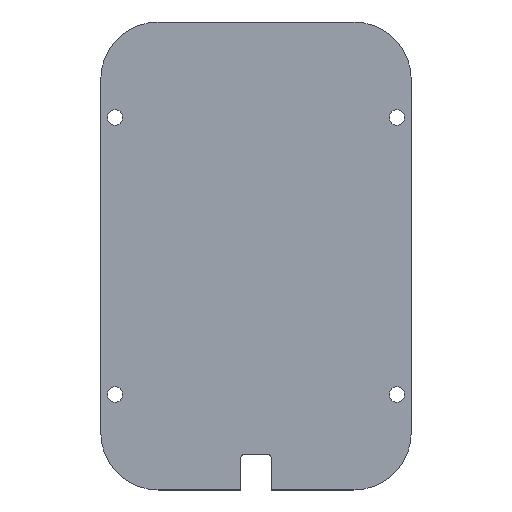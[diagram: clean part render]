
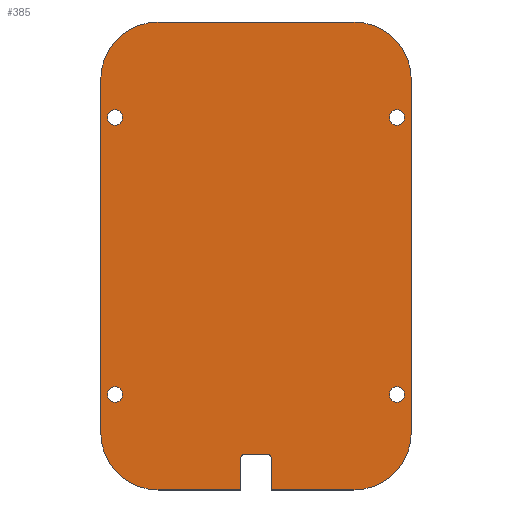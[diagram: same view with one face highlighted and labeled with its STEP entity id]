
A CAD part, top view. The second image highlights one B-rep face of the part: STEP entity #385.
In plain terms, the highlighted planar face has unit normal (0, 0, 1).
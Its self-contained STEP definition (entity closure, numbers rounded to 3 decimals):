
#19=FACE_BOUND('',#66,.T.);
#20=FACE_BOUND('',#67,.T.);
#21=FACE_BOUND('',#68,.T.);
#22=FACE_BOUND('',#69,.T.);
#29=PLANE('',#431);
#41=FACE_OUTER_BOUND('',#65,.T.);
#65=EDGE_LOOP('',(#305,#306,#307,#308,#309,#310,#311,#312,#313,#314,#315,
#316,#317,#318));
#66=EDGE_LOOP('',(#319));
#67=EDGE_LOOP('',(#320));
#68=EDGE_LOOP('',(#321));
#69=EDGE_LOOP('',(#322));
#85=LINE('',#582,#119);
#88=LINE('',#593,#122);
#90=LINE('',#597,#124);
#98=LINE('',#629,#132);
#101=LINE('',#634,#135);
#102=LINE('',#639,#136);
#103=LINE('',#643,#137);
#104=LINE('',#647,#138);
#119=VECTOR('',#465,10.);
#122=VECTOR('',#476,10.);
#124=VECTOR('',#480,10.);
#132=VECTOR('',#508,10.);
#135=VECTOR('',#513,10.);
#136=VECTOR('',#518,10.);
#137=VECTOR('',#521,10.);
#138=VECTOR('',#524,10.);
#150=CIRCLE('',#413,1.);
#152=CIRCLE('',#417,1.);
#161=CIRCLE('',#432,12.);
#162=CIRCLE('',#433,12.);
#163=CIRCLE('',#434,12.);
#164=CIRCLE('',#435,12.);
#165=CIRCLE('',#436,1.6);
#166=CIRCLE('',#437,1.6);
#167=CIRCLE('',#438,1.6);
#168=CIRCLE('',#439,1.6);
#171=VERTEX_POINT('',#572);
#172=VERTEX_POINT('',#574);
#174=VERTEX_POINT('',#580);
#177=VERTEX_POINT('',#587);
#178=VERTEX_POINT('',#589);
#179=VERTEX_POINT('',#596);
#193=VERTEX_POINT('',#628);
#194=VERTEX_POINT('',#632);
#195=VERTEX_POINT('',#636);
#196=VERTEX_POINT('',#638);
#197=VERTEX_POINT('',#640);
#198=VERTEX_POINT('',#642);
#199=VERTEX_POINT('',#644);
#200=VERTEX_POINT('',#646);
#201=VERTEX_POINT('',#649);
#202=VERTEX_POINT('',#651);
#203=VERTEX_POINT('',#653);
#204=VERTEX_POINT('',#655);
#207=EDGE_CURVE('',#171,#172,#150,.T.);
#211=EDGE_CURVE('',#171,#174,#85,.T.);
#214=EDGE_CURVE('',#177,#178,#152,.T.);
#216=EDGE_CURVE('',#177,#172,#88,.T.);
#218=EDGE_CURVE('',#179,#178,#90,.T.);
#234=EDGE_CURVE('',#193,#179,#98,.T.);
#237=EDGE_CURVE('',#174,#194,#101,.T.);
#238=EDGE_CURVE('',#194,#195,#161,.T.);
#239=EDGE_CURVE('',#195,#196,#102,.T.);
#240=EDGE_CURVE('',#196,#197,#162,.T.);
#241=EDGE_CURVE('',#197,#198,#103,.T.);
#242=EDGE_CURVE('',#198,#199,#163,.T.);
#243=EDGE_CURVE('',#199,#200,#104,.T.);
#244=EDGE_CURVE('',#200,#193,#164,.T.);
#245=EDGE_CURVE('',#201,#201,#165,.T.);
#246=EDGE_CURVE('',#202,#202,#166,.T.);
#247=EDGE_CURVE('',#203,#203,#167,.T.);
#248=EDGE_CURVE('',#204,#204,#168,.T.);
#305=ORIENTED_EDGE('',*,*,#211,.T.);
#306=ORIENTED_EDGE('',*,*,#237,.T.);
#307=ORIENTED_EDGE('',*,*,#238,.T.);
#308=ORIENTED_EDGE('',*,*,#239,.T.);
#309=ORIENTED_EDGE('',*,*,#240,.T.);
#310=ORIENTED_EDGE('',*,*,#241,.T.);
#311=ORIENTED_EDGE('',*,*,#242,.T.);
#312=ORIENTED_EDGE('',*,*,#243,.T.);
#313=ORIENTED_EDGE('',*,*,#244,.T.);
#314=ORIENTED_EDGE('',*,*,#234,.T.);
#315=ORIENTED_EDGE('',*,*,#218,.T.);
#316=ORIENTED_EDGE('',*,*,#214,.F.);
#317=ORIENTED_EDGE('',*,*,#216,.T.);
#318=ORIENTED_EDGE('',*,*,#207,.F.);
#319=ORIENTED_EDGE('',*,*,#245,.T.);
#320=ORIENTED_EDGE('',*,*,#246,.T.);
#321=ORIENTED_EDGE('',*,*,#247,.T.);
#322=ORIENTED_EDGE('',*,*,#248,.T.);
#385=ADVANCED_FACE('',(#41,#19,#20,#21,#22),#29,.T.);
#413=AXIS2_PLACEMENT_3D('',#575,#458,#459);
#417=AXIS2_PLACEMENT_3D('',#590,#471,#472);
#431=AXIS2_PLACEMENT_3D('',#635,#514,#515);
#432=AXIS2_PLACEMENT_3D('',#637,#516,#517);
#433=AXIS2_PLACEMENT_3D('',#641,#519,#520);
#434=AXIS2_PLACEMENT_3D('',#645,#522,#523);
#435=AXIS2_PLACEMENT_3D('',#648,#525,#526);
#436=AXIS2_PLACEMENT_3D('',#650,#527,#528);
#437=AXIS2_PLACEMENT_3D('',#652,#529,#530);
#438=AXIS2_PLACEMENT_3D('',#654,#531,#532);
#439=AXIS2_PLACEMENT_3D('',#656,#533,#534);
#458=DIRECTION('center_axis',(0.,0.,1.));
#459=DIRECTION('ref_axis',(0.707,0.707,0.));
#465=DIRECTION('',(0.,-1.,0.));
#471=DIRECTION('center_axis',(0.,0.,1.));
#472=DIRECTION('ref_axis',(-0.707,0.707,0.));
#476=DIRECTION('',(1.,0.,0.));
#480=DIRECTION('',(0.,1.,0.));
#508=DIRECTION('',(1.,0.,0.));
#513=DIRECTION('',(1.,0.,0.));
#514=DIRECTION('center_axis',(0.,0.,1.));
#515=DIRECTION('ref_axis',(1.,0.,0.));
#516=DIRECTION('center_axis',(0.,0.,1.));
#517=DIRECTION('ref_axis',(1.,0.,0.));
#518=DIRECTION('',(0.,1.,0.));
#519=DIRECTION('center_axis',(0.,0.,1.));
#520=DIRECTION('ref_axis',(0.,1.,0.));
#521=DIRECTION('',(-1.,0.,0.));
#522=DIRECTION('center_axis',(0.,0.,1.));
#523=DIRECTION('ref_axis',(-1.,0.,0.));
#524=DIRECTION('',(0.,-1.,0.));
#525=DIRECTION('center_axis',(0.,0.,1.));
#526=DIRECTION('ref_axis',(0.,-1.,0.));
#527=DIRECTION('center_axis',(0.,0.,-1.));
#528=DIRECTION('ref_axis',(1.,0.,0.));
#529=DIRECTION('center_axis',(0.,0.,-1.));
#530=DIRECTION('ref_axis',(1.,0.,0.));
#531=DIRECTION('center_axis',(0.,0.,-1.));
#532=DIRECTION('ref_axis',(1.,0.,0.));
#533=DIRECTION('center_axis',(0.,0.,-1.));
#534=DIRECTION('ref_axis',(1.,0.,0.));
#572=CARTESIAN_POINT('',(3.25,-42.5,2.));
#574=CARTESIAN_POINT('',(2.25,-41.5,2.));
#575=CARTESIAN_POINT('Origin',(2.25,-42.5,2.));
#580=CARTESIAN_POINT('',(3.25,-49.,2.));
#582=CARTESIAN_POINT('',(3.25,-28.25,2.));
#587=CARTESIAN_POINT('',(-2.25,-41.5,2.));
#589=CARTESIAN_POINT('',(-3.25,-42.5,2.));
#590=CARTESIAN_POINT('Origin',(-2.25,-42.5,2.));
#593=CARTESIAN_POINT('',(1.625,-41.5,2.));
#596=CARTESIAN_POINT('',(-3.25,-49.,2.));
#597=CARTESIAN_POINT('',(-3.25,-20.75,2.));
#628=CARTESIAN_POINT('',(-20.5,-49.,2.));
#629=CARTESIAN_POINT('',(20.5,-49.,2.));
#632=CARTESIAN_POINT('',(20.5,-49.,2.));
#634=CARTESIAN_POINT('',(20.5,-49.,2.));
#635=CARTESIAN_POINT('Origin',(0.,0.,
2.));
#636=CARTESIAN_POINT('',(32.5,-37.,2.));
#637=CARTESIAN_POINT('Origin',(20.5,-37.,2.));
#638=CARTESIAN_POINT('',(32.5,37.,2.));
#639=CARTESIAN_POINT('',(32.5,37.,2.));
#640=CARTESIAN_POINT('',(20.5,49.,2.));
#641=CARTESIAN_POINT('Origin',(20.5,37.,2.));
#642=CARTESIAN_POINT('',(-20.5,49.,2.));
#643=CARTESIAN_POINT('',(-20.5,49.,2.));
#644=CARTESIAN_POINT('',(-32.5,37.,2.));
#645=CARTESIAN_POINT('Origin',(-20.5,37.,2.));
#646=CARTESIAN_POINT('',(-32.5,-37.,2.));
#647=CARTESIAN_POINT('',(-32.5,-37.,2.));
#648=CARTESIAN_POINT('Origin',(-20.5,-37.,2.));
#649=CARTESIAN_POINT('',(-31.1,-29.,2.));
#650=CARTESIAN_POINT('Origin',(-29.5,-29.,2.));
#651=CARTESIAN_POINT('',(27.9,29.,2.));
#652=CARTESIAN_POINT('Origin',(29.5,29.,2.));
#653=CARTESIAN_POINT('',(27.9,-29.,2.));
#654=CARTESIAN_POINT('Origin',(29.5,-29.,2.));
#655=CARTESIAN_POINT('',(-31.1,29.,2.));
#656=CARTESIAN_POINT('Origin',(-29.5,29.,2.));
